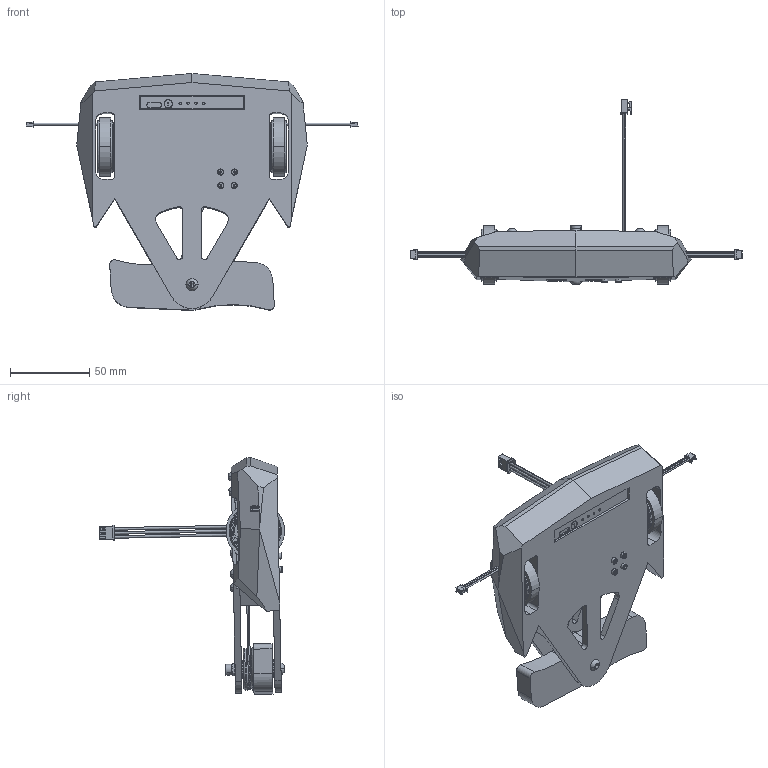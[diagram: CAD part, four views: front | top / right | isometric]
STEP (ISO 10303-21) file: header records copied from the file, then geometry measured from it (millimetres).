
FILE_DESCRIPTION((''),'2;1');
FILE_NAME('000_ASM','2024-03-26T11:11:32',('77678'),(''),'CREO PARAMETRIC BY PTC INC, 2020053','CREO PARAMETRIC BY PTC INC, 2020053','');
FILE_SCHEMA(('AP242_MANAGED_MODEL_BASED_3D_ENGINEERING_MIM_LF { 1 0 10303 442 1 1 4 }'));
Products named in the file (31): _X2_8F74627F_X0_MF104ZZ; GB_FASTENER_SCREWS_HSHCS_M2X6-N; _X2_30104FDD5BC63011_X0_EM40D_2; _X2_6A2A8F6C76D6677F_X0_; _X2_6A2A8F6C884C9A768F6E_X0__ASM; _X2_4E3B52A88F6E_X0_; _X2_30104FDD5BC63011_X0_EM40D_1; _X2_6A2A8F6C6B6656687535673A7EC_ASM; _X2_6A2A8F6C58F34F53_X0_; _X2_6A2A8F6C6B6656688F74_X0_M4_; _X2_53CC72596A2A8F6C6B665668_X0; _X2_30104FDD5BC63011_X0_-103908; EM40D-480810001; E-971200001; E-973790001; E-976180001; E-996920001; NONE; EM40D-1474910001; EM40D-1479970001; EM40D-1482550001; EM40D-1504820001; EM40D-1507520001; _X2_30104FDD5BC63011_X0_E-83144_ASM; GB_HEXAGON_TYPE9_M4-N2_GB_HEXAG; _X2_30104FDD5BC63011_X0_E-20016; GB_SOCKET_TYPE7_M3X8-N1_GB_SOCK; 300202312260001; 30037MM202312260001; O0; 000_ASM
Assembly tree (46 placements, depth 3):
  000_ASM
    _X2_8F74627F_X0_MF104ZZ  x2
    GB_FASTENER_SCREWS_HSHCS_M2X6-N  x4
    _X2_30104FDD5BC63011_X0_EM40D_2
    _X2_6A2A8F6C76D6677F_X0_
    _X2_6A2A8F6C884C9A768F6E_X0__ASM
    _X2_6A2A8F6C6B6656687535673A7EC_ASM
      _X2_4E3B52A88F6E_X0_
      GB_FASTENER_SCREWS_HSHCS_M2X6-N  x2
      _X2_30104FDD5BC63011_X0_EM40D_1
    _X2_6A2A8F6C58F34F53_X0_
    _X2_6A2A8F6C6B6656688F74_X0_M4_
    _X2_53CC72596A2A8F6C6B665668_X0
    _X2_30104FDD5BC63011_X0_-103908  x2
    _X2_30104FDD5BC63011_X0_E-83144_ASM
      EM40D-480810001
      E-971200001
      E-973790001
      E-976180001
      E-996920001
      NONE
      EM40D-1474910001
      EM40D-1479970001
      EM40D-1482550001
      EM40D-1504820001
      EM40D-1507520001
    GB_HEXAGON_TYPE9_M4-N2_GB_HEXAG
    _X2_30104FDD5BC63011_X0_E-20016
    GB_SOCKET_TYPE7_M3X8-N1_GB_SOCK  x8
    300202312260001  x2
    30037MM202312260001  x2
    O0
Bounding box: 210 x 117.02 x 149.89 mm (x, y, z)
Volume: 299939.7 mm3; surface area: 136029.5 mm2
Topology: 43 solids, 54 shells, 7290 faces, 19570 edges, 12858 vertices
Faces by surface type: plane 4998, cylinder 991, extrusion 634, cone 351, torus 204, sphere 58, bspline 54
Entity records: 202959 total; most frequent: CARTESIAN_POINT 60485, ORIENTED_EDGE 30200, DIRECTION 26803, EDGE_CURVE 15100, VECTOR 11791, LINE 11369, VERTEX_POINT 9976, AXIS2_PLACEMENT_3D 7506
